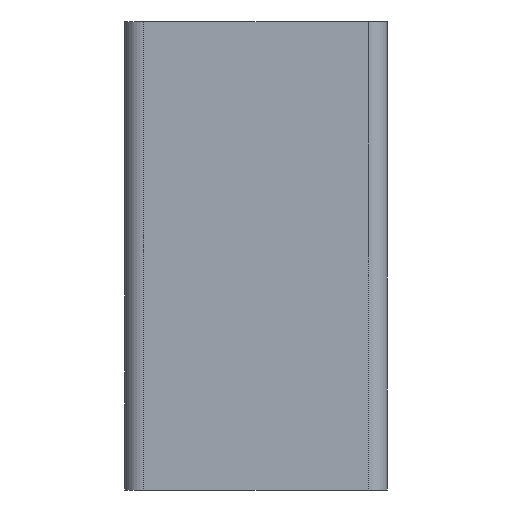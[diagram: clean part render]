
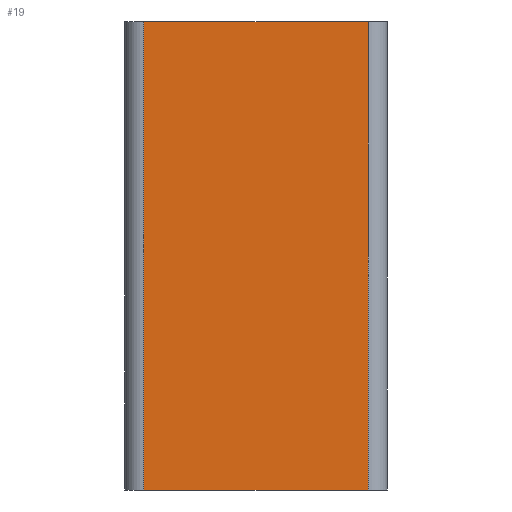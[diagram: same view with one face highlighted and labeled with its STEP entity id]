
A CAD part, left-side view. The second image highlights one B-rep face of the part: STEP entity #19.
In plain terms, the highlighted planar face has unit normal (-1, 0, 0).
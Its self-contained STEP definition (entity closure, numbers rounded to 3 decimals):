
#19 = ADVANCED_FACE ( 'NONE', ( #638 ), #639, .F. ) ;
#186 = VERTEX_POINT ( 'NONE', #1299 ) ;
#190 = VERTEX_POINT ( 'NONE', #1303 ) ;
#193 = VERTEX_POINT ( 'NONE', #1306 ) ;
#195 = VERTEX_POINT ( 'NONE', #1308 ) ;
#208 = EDGE_CURVE ( 'NONE', #193, #186, #1327, .T. ) ;
#210 = EDGE_CURVE ( 'NONE', #186, #190, #1336, .T. ) ;
#211 = EDGE_CURVE ( 'NONE', #195, #190, #1344, .T. ) ;
#212 = EDGE_CURVE ( 'NONE', #193, #195, #1339, .T. ) ;
#356 = ORIENTED_EDGE ( 'NONE', *, *, #210, .T. ) ;
#357 = ORIENTED_EDGE ( 'NONE', *, *, #211, .F. ) ;
#358 = ORIENTED_EDGE ( 'NONE', *, *, #212, .F. ) ;
#359 = ORIENTED_EDGE ( 'NONE', *, *, #208, .T. ) ;
#454 = EDGE_LOOP ( 'NONE', ( #356, #357, #358, #359 ) ) ;
#638 = FACE_OUTER_BOUND ( 'NONE', #454, .T. ) ;
#639 = PLANE ( 'NONE',  #786 ) ;
#649 = CARTESIAN_POINT ( 'NONE',  ( -69., 5., 62.5 ) ) ;
#650 = DIRECTION ( 'NONE',  ( 1., 0., 0. ) ) ;
#651 = DIRECTION ( 'NONE',  ( 0., 0., -1. ) ) ;
#786 = AXIS2_PLACEMENT_3D ( 'NONE', #649, #650, #651 ) ;
#1166 = VECTOR ( 'NONE', #1337, 1000. ) ;
#1170 = VECTOR ( 'NONE', #1349, 1000. ) ;
#1171 = VECTOR ( 'NONE', #1343, 1000. ) ;
#1173 = VECTOR ( 'NONE', #1347, 1000. ) ;
#1299 = CARTESIAN_POINT ( 'NONE',  ( -69., 65., -62.5 ) ) ;
#1303 = CARTESIAN_POINT ( 'NONE',  ( -69., 5., -62.5 ) ) ;
#1306 = CARTESIAN_POINT ( 'NONE',  ( -69., 65., 62.5 ) ) ;
#1308 = CARTESIAN_POINT ( 'NONE',  ( -69., 5., 62.5 ) ) ;
#1317 = CARTESIAN_POINT ( 'NONE',  ( -69., 65., 62.5 ) ) ;
#1327 = LINE ( 'NONE', #1317, #1166 ) ;
#1332 = CARTESIAN_POINT ( 'NONE',  ( -69., 5., -62.5 ) ) ;
#1336 = LINE ( 'NONE', #1332, #1171 ) ;
#1337 = DIRECTION ( 'NONE',  ( 0., 0., -1. ) ) ;
#1339 = LINE ( 'NONE', #1348, #1170 ) ;
#1343 = DIRECTION ( 'NONE',  ( 0., -1., 0. ) ) ;
#1344 = LINE ( 'NONE', #1346, #1173 ) ;
#1346 = CARTESIAN_POINT ( 'NONE',  ( -69., 5., 62.5 ) ) ;
#1347 = DIRECTION ( 'NONE',  ( 0., 0., -1. ) ) ;
#1348 = CARTESIAN_POINT ( 'NONE',  ( -69., 5., 62.5 ) ) ;
#1349 = DIRECTION ( 'NONE',  ( 0., -1., 0. ) ) ;
